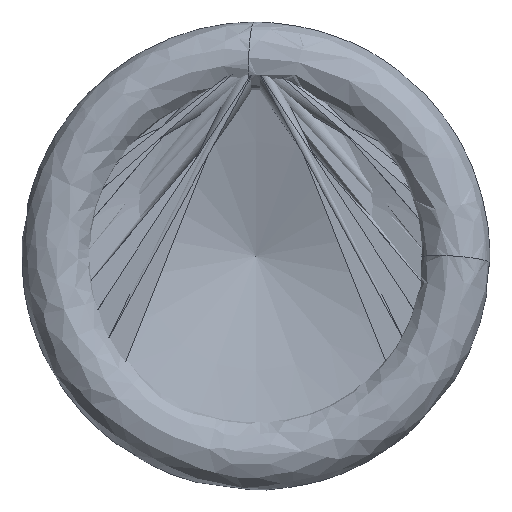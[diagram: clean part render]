
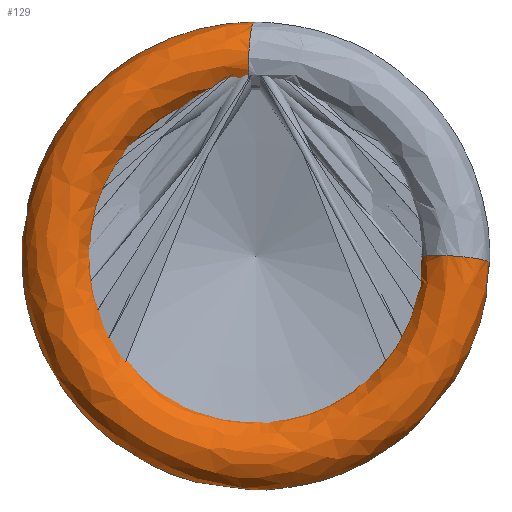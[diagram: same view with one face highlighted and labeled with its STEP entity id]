
A CAD part, left-side view. The second image highlights one B-rep face of the part: STEP entity #129.
In plain terms, the highlighted free-form (B-spline) face has degree [3, 3] with [7, 7] control points.
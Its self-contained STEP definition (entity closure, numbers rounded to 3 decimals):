
#129=ADVANCED_FACE('',(#142,#143),#140,.F.);
#140=(
BOUNDED_SURFACE()
B_SPLINE_SURFACE(3,3,((#296,#297,#298,#299,#300,#301,#302),(#303,#304,#305,
#306,#307,#308,#309),(#310,#311,#312,#313,#314,#315,#316),(#317,#318,#319,
#320,#321,#322,#323),(#324,#325,#326,#327,#328,#329,#330),(#331,#332,#333,
#334,#335,#336,#337),(#338,#339,#340,#341,#342,#343,#344)),
 .UNSPECIFIED.,.T.,.F.,.F.)
B_SPLINE_SURFACE_WITH_KNOTS((1,3,3,3,1),(4,3,4),(-0.5,0.,0.5,1.,1.5),(0.,
0.5,1.),.UNSPECIFIED.)
GEOMETRIC_REPRESENTATION_ITEM()
RATIONAL_B_SPLINE_SURFACE(((1.,0.594,0.594,1.,0.594,
0.594,1.),(0.333,0.198,0.198,
0.333,0.198,0.198,0.333),
(0.333,0.198,0.198,0.333,
0.198,0.198,0.333),(1.,0.594,
0.594,1.,0.594,0.594,1.),(0.333,
0.198,0.198,0.333,0.198,0.198,
0.333),(0.333,0.198,0.198,
0.333,0.198,0.198,0.333),
(1.,0.594,0.594,1.,0.594,0.594,
1.)))
REPRESENTATION_ITEM('')
SURFACE()
);
#142=FACE_BOUND('',#162,.T.);
#143=FACE_BOUND('',#163,.T.);
#162=EDGE_LOOP('',(#182));
#163=EDGE_LOOP('',(#183));
#182=ORIENTED_EDGE('',*,*,#213,.T.);
#183=ORIENTED_EDGE('',*,*,#214,.F.);
#202=VERTEX_POINT('',#293);
#203=VERTEX_POINT('',#295);
#213=EDGE_CURVE('',#202,#202,#223,.T.);
#214=EDGE_CURVE('',#203,#203,#224,.T.);
#223=CIRCLE('',#234,5.);
#224=CIRCLE('',#235,5.);
#234=AXIS2_PLACEMENT_3D('',#292,#254,#255);
#235=AXIS2_PLACEMENT_3D('',#294,#256,#257);
#254=DIRECTION('',(0.122,0.992,0.034));
#255=DIRECTION('',(0.993,-0.122,0.004));
#256=DIRECTION('',(0.122,-0.069,0.99));
#257=DIRECTION('',(0.993,0.,-0.122));
#292=CARTESIAN_POINT('',(4.963,0.393,28.006));
#293=CARTESIAN_POINT('',(9.925,-0.218,28.027));
#294=CARTESIAN_POINT('',(4.963,-28.002,-0.608));
#295=CARTESIAN_POINT('',(9.925,-28.002,-1.219));
#296=CARTESIAN_POINT('',(9.925,-28.002,-1.219));
#297=CARTESIAN_POINT('',(9.925,-26.743,-30.148));
#298=CARTESIAN_POINT('',(9.925,0.377,-40.298));
#299=CARTESIAN_POINT('',(9.925,20.32,-19.305));
#300=CARTESIAN_POINT('',(9.925,40.264,1.689));
#301=CARTESIAN_POINT('',(9.925,28.738,28.253));
#302=CARTESIAN_POINT('',(9.925,-0.218,28.027));
#303=CARTESIAN_POINT('',(10.01,-18.026,-0.531));
#304=CARTESIAN_POINT('',(10.01,-17.477,-19.154));
#305=CARTESIAN_POINT('',(10.01,-0.121,-25.929));
#306=CARTESIAN_POINT('',(10.01,12.899,-12.603));
#307=CARTESIAN_POINT('',(10.01,25.919,0.723));
#308=CARTESIAN_POINT('',(10.01,18.743,17.917));
#309=CARTESIAN_POINT('',(10.01,0.113,18.033));
#310=CARTESIAN_POINT('',(0.085,-18.026,0.69));
#311=CARTESIAN_POINT('',(0.085,-18.739,-17.933));
#312=CARTESIAN_POINT('',(0.085,-1.877,-25.869));
#313=CARTESIAN_POINT('',(0.085,12.02,-13.451));
#314=CARTESIAN_POINT('',(0.085,25.916,-1.033));
#315=CARTESIAN_POINT('',(0.085,19.919,16.612));
#316=CARTESIAN_POINT('',(0.085,1.333,17.99));
#317=CARTESIAN_POINT('',(0.,-28.002,0.003));
#318=CARTESIAN_POINT('',(0.,-28.005,-28.926));
#319=CARTESIAN_POINT('',(0.,-1.379,-40.238));
#320=CARTESIAN_POINT('',(0.,19.441,-20.153));
#321=CARTESIAN_POINT('',(0.,40.262,-0.068));
#322=CARTESIAN_POINT('',(0.,29.914,26.948));
#323=CARTESIAN_POINT('',(0.,1.003,27.984));
#324=CARTESIAN_POINT('',(-0.084,-37.978,-0.684));
#325=CARTESIAN_POINT('',(-0.084,-37.271,-39.92));
#326=CARTESIAN_POINT('',(-0.084,-0.881,-54.607));
#327=CARTESIAN_POINT('',(-0.084,26.863,-26.855));
#328=CARTESIAN_POINT('',(-0.084,54.607,0.898));
#329=CARTESIAN_POINT('',(-0.084,39.908,37.283));
#330=CARTESIAN_POINT('',(-0.084,0.673,37.978));
#331=CARTESIAN_POINT('',(9.841,-37.978,-1.906));
#332=CARTESIAN_POINT('',(9.841,-36.009,-41.141));
#333=CARTESIAN_POINT('',(9.841,0.874,-54.667));
#334=CARTESIAN_POINT('',(9.841,27.742,-26.006));
#335=CARTESIAN_POINT('',(9.841,54.61,2.654));
#336=CARTESIAN_POINT('',(9.841,38.733,38.588));
#337=CARTESIAN_POINT('',(9.841,-0.548,38.022));
#338=CARTESIAN_POINT('',(9.925,-28.002,-1.219));
#339=CARTESIAN_POINT('',(9.925,-26.743,-30.148));
#340=CARTESIAN_POINT('',(9.925,0.377,-40.298));
#341=CARTESIAN_POINT('',(9.925,20.32,-19.305));
#342=CARTESIAN_POINT('',(9.925,40.264,1.689));
#343=CARTESIAN_POINT('',(9.925,28.738,28.253));
#344=CARTESIAN_POINT('',(9.925,-0.218,28.027));
